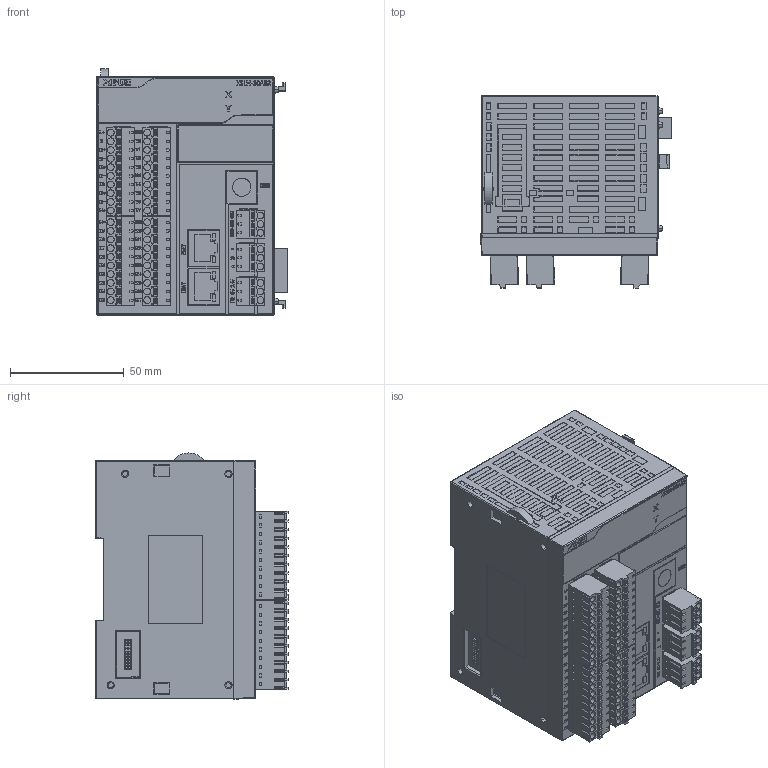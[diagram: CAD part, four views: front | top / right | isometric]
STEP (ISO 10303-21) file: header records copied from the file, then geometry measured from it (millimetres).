
FILE_DESCRIPTION(/* description */ (''),/* implementation_level */ '2;1');
FILE_NAME(/* name */ 'XSLH-3~1',/* time_stamp */ '2022-12-03T09:06:43+08:00',/* author */ (''),/* organization */ (''),/* preprocessor_version */ 'ST-DEVELOPER v16.5',/* originating_system */ '',/* authorisation */ '');
FILE_SCHEMA (('CONFIG_CONTROL_DESIGN'));
Products named in the file (1): Document
Bounding box: 83.76 x 84.5 x 108.28 mm (x, y, z)
Volume: 580007.1 mm3; surface area: 74728.3 mm2
Topology: 1 solids, 159 shells, 4749 faces, 30759 edges, 26597 vertices
Faces by surface type: plane 4224, cylinder 373, bspline 152
Entity records: 259259 total; most frequent: CARTESIAN_POINT 99604, ORIENTED_EDGE 42788, EDGE_CURVE 30754, B_SPLINE_CURVE_WITH_KNOTS 29952, VERTEX_POINT 26597, EDGE_LOOP 5273, ADVANCED_FACE 4749, FACE_OUTER_BOUND 4749
